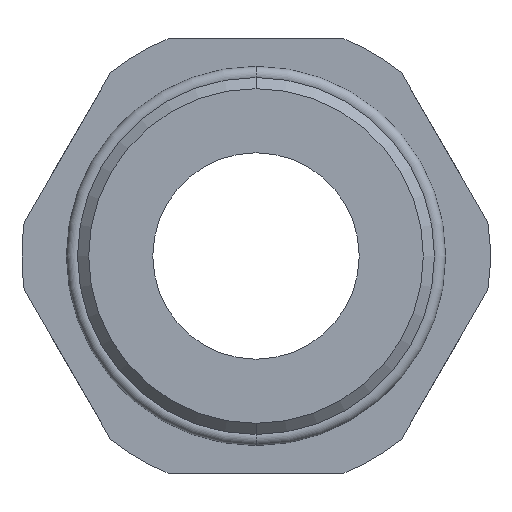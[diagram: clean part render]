
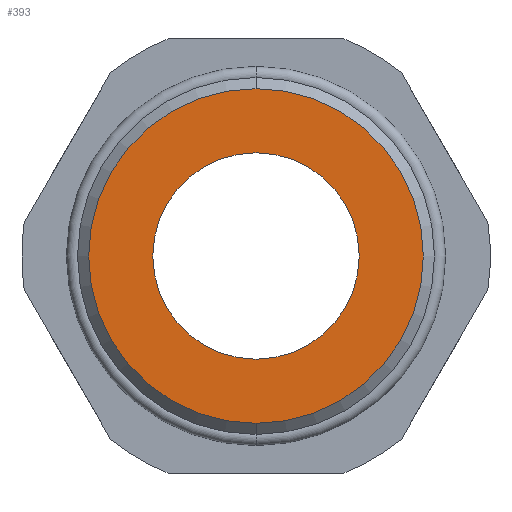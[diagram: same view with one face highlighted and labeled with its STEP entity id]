
A CAD part, front view. The second image highlights one B-rep face of the part: STEP entity #393.
In plain terms, the highlighted planar face has unit normal (0, -1, 0).
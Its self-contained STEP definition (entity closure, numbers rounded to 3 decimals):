
#33 = AXIS2_PLACEMENT_3D ( 'NONE', #542, #543, #544 ) ;
#34 = AXIS2_PLACEMENT_3D ( 'NONE', #539, #540, #541 ) ;
#54 = AXIS2_PLACEMENT_3D ( 'NONE', #595, #599, #600 ) ;
#58 = AXIS2_PLACEMENT_3D ( 'NONE', #604, #608, #609 ) ;
#125 = FACE_OUTER_BOUND ( 'NONE', #923, .T. ) ;
#128 = FACE_BOUND ( 'NONE', #924, .T. ) ;
#130 = AXIS2_PLACEMENT_3D ( 'NONE', #162, #163, #164 ) ;
#161 = PLANE ( 'NONE',  #130 ) ;
#162 = CARTESIAN_POINT ( 'NONE',  ( -16., -17., 0. ) ) ;
#163 = DIRECTION ( 'NONE',  ( 0., -1., 0. ) ) ;
#164 = DIRECTION ( 'NONE',  ( 0., 0., -1. ) ) ;
#199 = CARTESIAN_POINT ( 'NONE',  ( 0., -17., -9.25 ) ) ;
#200 = CARTESIAN_POINT ( 'NONE',  ( 0., -17., 15. ) ) ;
#207 = CARTESIAN_POINT ( 'NONE',  ( 0., -17., 9.25 ) ) ;
#230 = CARTESIAN_POINT ( 'NONE',  ( 0., -17., -15. ) ) ;
#297 = EDGE_CURVE ( 'NONE', #949, #979, #407, .T. ) ;
#298 = EDGE_CURVE ( 'NONE', #956, #948, #434, .T. ) ;
#316 = EDGE_CURVE ( 'NONE', #979, #949, #459, .T. ) ;
#342 = EDGE_CURVE ( 'NONE', #948, #956, #416, .T. ) ;
#393 = ADVANCED_FACE ( 'NONE', ( #125, #128 ), #161, .T. ) ;
#407 = CIRCLE ( 'NONE', #34, 15. ) ;
#416 = CIRCLE ( 'NONE', #58, 9.25 ) ;
#434 = CIRCLE ( 'NONE', #33, 9.25 ) ;
#459 = CIRCLE ( 'NONE', #54, 15. ) ;
#539 = CARTESIAN_POINT ( 'NONE',  ( 0., -17., 0. ) ) ;
#540 = DIRECTION ( 'NONE',  ( 0., -1., 0. ) ) ;
#541 = DIRECTION ( 'NONE',  ( 0., 0., -1. ) ) ;
#542 = CARTESIAN_POINT ( 'NONE',  ( 0., -17., 0. ) ) ;
#543 = DIRECTION ( 'NONE',  ( 0., 1., 0. ) ) ;
#544 = DIRECTION ( 'NONE',  ( 0., 0., 1. ) ) ;
#595 = CARTESIAN_POINT ( 'NONE',  ( 0., -17., 0. ) ) ;
#599 = DIRECTION ( 'NONE',  ( 0., -1., 0. ) ) ;
#600 = DIRECTION ( 'NONE',  ( 0., 0., -1. ) ) ;
#604 = CARTESIAN_POINT ( 'NONE',  ( 0., -17., 0. ) ) ;
#608 = DIRECTION ( 'NONE',  ( 0., 1., 0. ) ) ;
#609 = DIRECTION ( 'NONE',  ( 0., 0., 1. ) ) ;
#833 = ORIENTED_EDGE ( 'NONE', *, *, #298, .T. ) ;
#834 = ORIENTED_EDGE ( 'NONE', *, *, #297, .T. ) ;
#836 = ORIENTED_EDGE ( 'NONE', *, *, #316, .T. ) ;
#838 = ORIENTED_EDGE ( 'NONE', *, *, #342, .T. ) ;
#923 = EDGE_LOOP ( 'NONE', ( #834, #836 ) ) ;
#924 = EDGE_LOOP ( 'NONE', ( #833, #838 ) ) ;
#948 = VERTEX_POINT ( 'NONE', #199 ) ;
#949 = VERTEX_POINT ( 'NONE', #200 ) ;
#956 = VERTEX_POINT ( 'NONE', #207 ) ;
#979 = VERTEX_POINT ( 'NONE', #230 ) ;
